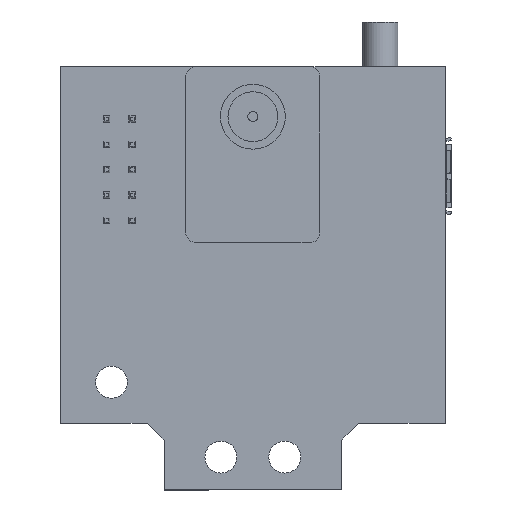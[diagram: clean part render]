
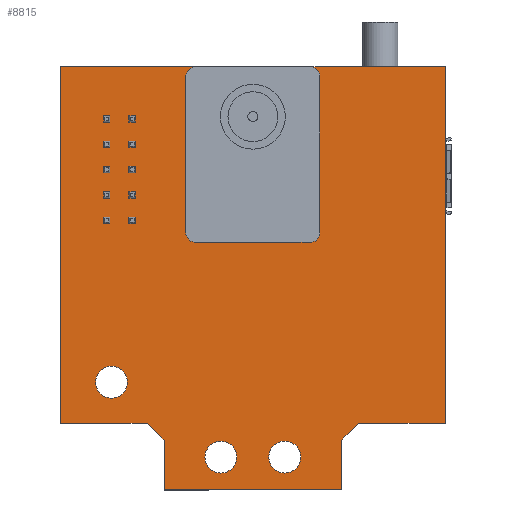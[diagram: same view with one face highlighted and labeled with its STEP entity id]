
A CAD part, top view. The second image highlights one B-rep face of the part: STEP entity #8815.
In plain terms, the highlighted face is planar.
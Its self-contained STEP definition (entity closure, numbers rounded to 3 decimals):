
#428 = DIRECTION ( 'NONE',  ( 0., -1., 0. ) ) ;
#519 = DIRECTION ( 'NONE',  ( 0., 0., 1. ) ) ;
#683 = EDGE_LOOP ( 'NONE', ( #33194, #11324 ) ) ;
#1087 = CARTESIAN_POINT ( 'NONE',  ( -3.2, 1.5, 21.25 ) ) ;
#1277 = FACE_BOUND ( 'NONE', #683, .T. ) ;
#1820 = LINE ( 'NONE', #6171, #21886 ) ;
#2210 = EDGE_LOOP ( 'NONE', ( #13049, #10978 ) ) ;
#2351 = FACE_OUTER_BOUND ( 'NONE', #15643, .T. ) ;
#2582 = ORIENTED_EDGE ( 'NONE', *, *, #37429, .F. ) ;
#2601 = CARTESIAN_POINT ( 'NONE',  ( 8.9, 1.5, 24.55 ) ) ;
#2820 = VERTEX_POINT ( 'NONE', #36951 ) ;
#3168 = LINE ( 'NONE', #11900, #20544 ) ;
#3618 = LINE ( 'NONE', #7337, #29677 ) ;
#4982 = CARTESIAN_POINT ( 'NONE',  ( 19.275, 1.5, -17.85 ) ) ;
#5871 = VECTOR ( 'NONE', #39161, 1000. ) ;
#5996 = VECTOR ( 'NONE', #18866, 1000. ) ;
#6171 = CARTESIAN_POINT ( 'NONE',  ( 19.275, 1.5, -17.85 ) ) ;
#6202 = EDGE_CURVE ( 'NONE', #22901, #10420, #3618, .T. ) ;
#6483 = VERTEX_POINT ( 'NONE', #33955 ) ;
#6930 = ORIENTED_EDGE ( 'NONE', *, *, #42777, .T. ) ;
#7337 = CARTESIAN_POINT ( 'NONE',  ( -19.275, 1.5, -17.85 ) ) ;
#7474 = VERTEX_POINT ( 'NONE', #4982 ) ;
#7730 = CARTESIAN_POINT ( 'NONE',  ( 10.6, 1.5, 17.85 ) ) ;
#7752 = EDGE_CURVE ( 'NONE', #22901, #7474, #39144, .T. ) ;
#8406 = VERTEX_POINT ( 'NONE', #31975 ) ;
#8525 = ORIENTED_EDGE ( 'NONE', *, *, #38511, .F. ) ;
#8706 = VERTEX_POINT ( 'NONE', #10543 ) ;
#8815 = ADVANCED_FACE ( 'NONE', ( #40738, #2351, #23482, #1277 ), #21023, .F. ) ;
#8989 = VECTOR ( 'NONE', #15342, 1000. ) ;
#9019 = ORIENTED_EDGE ( 'NONE', *, *, #24376, .T. ) ;
#9368 = DIRECTION ( 'NONE',  ( 0., 0., 1. ) ) ;
#9396 = EDGE_CURVE ( 'NONE', #14538, #27714, #24516, .T. ) ;
#9549 = DIRECTION ( 'NONE',  ( 0., 0., 1. ) ) ;
#9876 = VECTOR ( 'NONE', #21823, 1000. ) ;
#10035 = CARTESIAN_POINT ( 'NONE',  ( 8.9, 1.5, 19.55 ) ) ;
#10420 = VERTEX_POINT ( 'NONE', #25918 ) ;
#10469 = AXIS2_PLACEMENT_3D ( 'NONE', #36436, #29407, #33283 ) ;
#10543 = CARTESIAN_POINT ( 'NONE',  ( -14.175, 1.5, 12.15 ) ) ;
#10774 = EDGE_CURVE ( 'NONE', #8706, #30327, #13003, .T. ) ;
#10978 = ORIENTED_EDGE ( 'NONE', *, *, #34115, .F. ) ;
#11154 = DIRECTION ( 'NONE',  ( 0., -1., 0. ) ) ;
#11284 = AXIS2_PLACEMENT_3D ( 'NONE', #34653, #24982, #27900 ) ;
#11324 = ORIENTED_EDGE ( 'NONE', *, *, #44896, .F. ) ;
#11807 = DIRECTION ( 'NONE',  ( 0., -1., 0. ) ) ;
#11900 = CARTESIAN_POINT ( 'NONE',  ( 19.275, 1.5, 17.85 ) ) ;
#12420 = ORIENTED_EDGE ( 'NONE', *, *, #6202, .T. ) ;
#13003 = CIRCLE ( 'NONE', #34656, 1.6 ) ;
#13049 = ORIENTED_EDGE ( 'NONE', *, *, #10774, .F. ) ;
#13118 = LINE ( 'NONE', #19953, #28272 ) ;
#13562 = AXIS2_PLACEMENT_3D ( 'NONE', #14404, #428, #24975 ) ;
#13577 = ORIENTED_EDGE ( 'NONE', *, *, #7752, .F. ) ;
#13682 = VERTEX_POINT ( 'NONE', #30261 ) ;
#13944 = VERTEX_POINT ( 'NONE', #42610 ) ;
#14404 = CARTESIAN_POINT ( 'NONE',  ( 3.2, 1.5, 21.25 ) ) ;
#14538 = VERTEX_POINT ( 'NONE', #34482 ) ;
#14729 = DIRECTION ( 'NONE',  ( 0., 1., 0. ) ) ;
#15342 = DIRECTION ( 'NONE',  ( 1., 0., 0. ) ) ;
#15469 = AXIS2_PLACEMENT_3D ( 'NONE', #42592, #11154, #32180 ) ;
#15643 = EDGE_LOOP ( 'NONE', ( #13577, #12420, #6930, #9019, #21313, #28774, #8525, #32401, #38926, #2582 ) ) ;
#17532 = VECTOR ( 'NONE', #27516, 1000. ) ;
#18178 = LINE ( 'NONE', #18362, #8989 ) ;
#18362 = CARTESIAN_POINT ( 'NONE',  ( -19.275, 1.5, 17.85 ) ) ;
#18866 = DIRECTION ( 'NONE',  ( 0.707, 0., 0.707 ) ) ;
#19953 = CARTESIAN_POINT ( 'NONE',  ( 8.9, 1.5, 19.55 ) ) ;
#20113 = EDGE_CURVE ( 'NONE', #28764, #13944, #3168, .T. ) ;
#20544 = VECTOR ( 'NONE', #43027, 1000. ) ;
#20637 = CARTESIAN_POINT ( 'NONE',  ( -3.2, 1.5, 22.85 ) ) ;
#20936 = VERTEX_POINT ( 'NONE', #20637 ) ;
#21000 = CARTESIAN_POINT ( 'NONE',  ( -14.175, 1.5, 15.35 ) ) ;
#21023 = PLANE ( 'NONE',  #15469 ) ;
#21313 = ORIENTED_EDGE ( 'NONE', *, *, #41109, .T. ) ;
#21823 = DIRECTION ( 'NONE',  ( 1., 0., 0. ) ) ;
#21886 = VECTOR ( 'NONE', #9368, 1000. ) ;
#22108 = DIRECTION ( 'NONE',  ( 0., 0., 1. ) ) ;
#22288 = DIRECTION ( 'NONE',  ( 0., 0., 1. ) ) ;
#22901 = VERTEX_POINT ( 'NONE', #29380 ) ;
#23482 = FACE_BOUND ( 'NONE', #2210, .T. ) ;
#24376 = EDGE_CURVE ( 'NONE', #8406, #29032, #28782, .T. ) ;
#24516 = LINE ( 'NONE', #42483, #9876 ) ;
#24975 = DIRECTION ( 'NONE',  ( 0., 0., 1. ) ) ;
#24982 = DIRECTION ( 'NONE',  ( 0., 1., 0. ) ) ;
#25269 = CARTESIAN_POINT ( 'NONE',  ( 3.2, 1.5, 21.25 ) ) ;
#25918 = CARTESIAN_POINT ( 'NONE',  ( -19.275, 1.5, 17.85 ) ) ;
#26369 = DIRECTION ( 'NONE',  ( 0., 0., 1. ) ) ;
#27516 = DIRECTION ( 'NONE',  ( 1., 0., 0. ) ) ;
#27714 = VERTEX_POINT ( 'NONE', #2601 ) ;
#27900 = DIRECTION ( 'NONE',  ( 0., 0., 1. ) ) ;
#28065 = ORIENTED_EDGE ( 'NONE', *, *, #33022, .T. ) ;
#28272 = VECTOR ( 'NONE', #44558, 1000. ) ;
#28764 = VERTEX_POINT ( 'NONE', #31612 ) ;
#28774 = ORIENTED_EDGE ( 'NONE', *, *, #9396, .T. ) ;
#28781 = CIRCLE ( 'NONE', #34711, 1.6 ) ;
#28782 = LINE ( 'NONE', #29324, #5996 ) ;
#29032 = VERTEX_POINT ( 'NONE', #44551 ) ;
#29324 = CARTESIAN_POINT ( 'NONE',  ( -10.6, 1.5, 17.85 ) ) ;
#29380 = CARTESIAN_POINT ( 'NONE',  ( -19.275, 1.5, -17.85 ) ) ;
#29407 = DIRECTION ( 'NONE',  ( 0., 1., 0. ) ) ;
#29641 = CIRCLE ( 'NONE', #13562, 1.6 ) ;
#29677 = VECTOR ( 'NONE', #519, 1000. ) ;
#30261 = CARTESIAN_POINT ( 'NONE',  ( -3.2, 1.5, 19.65 ) ) ;
#30327 = VERTEX_POINT ( 'NONE', #21000 ) ;
#31612 = CARTESIAN_POINT ( 'NONE',  ( 19.275, 1.5, 17.85 ) ) ;
#31819 = EDGE_CURVE ( 'NONE', #6483, #2820, #29641, .T. ) ;
#31975 = CARTESIAN_POINT ( 'NONE',  ( -10.6, 1.5, 17.85 ) ) ;
#32180 = DIRECTION ( 'NONE',  ( 0., 0., -1. ) ) ;
#32329 = VECTOR ( 'NONE', #22288, 1000. ) ;
#32401 = ORIENTED_EDGE ( 'NONE', *, *, #40149, .F. ) ;
#32555 = CARTESIAN_POINT ( 'NONE',  ( -8.9, 1.5, 19.55 ) ) ;
#33022 = EDGE_CURVE ( 'NONE', #2820, #6483, #28781, .T. ) ;
#33194 = ORIENTED_EDGE ( 'NONE', *, *, #40186, .F. ) ;
#33283 = DIRECTION ( 'NONE',  ( 0., 0., 1. ) ) ;
#33466 = CIRCLE ( 'NONE', #39269, 1.6 ) ;
#33955 = CARTESIAN_POINT ( 'NONE',  ( 3.2, 1.5, 19.65 ) ) ;
#34115 = EDGE_CURVE ( 'NONE', #30327, #8706, #38844, .T. ) ;
#34172 = DIRECTION ( 'NONE',  ( 0., 1., 0. ) ) ;
#34374 = ORIENTED_EDGE ( 'NONE', *, *, #31819, .T. ) ;
#34482 = CARTESIAN_POINT ( 'NONE',  ( -8.9, 1.5, 24.55 ) ) ;
#34653 = CARTESIAN_POINT ( 'NONE',  ( -14.175, 1.5, 13.75 ) ) ;
#34656 = AXIS2_PLACEMENT_3D ( 'NONE', #40808, #34172, #9549 ) ;
#34711 = AXIS2_PLACEMENT_3D ( 'NONE', #25269, #11807, #22108 ) ;
#35549 = LINE ( 'NONE', #32555, #32329 ) ;
#36436 = CARTESIAN_POINT ( 'NONE',  ( -3.2, 1.5, 21.25 ) ) ;
#36634 = CIRCLE ( 'NONE', #10469, 1.6 ) ;
#36951 = CARTESIAN_POINT ( 'NONE',  ( 3.2, 1.5, 22.85 ) ) ;
#37429 = EDGE_CURVE ( 'NONE', #7474, #28764, #1820, .T. ) ;
#37578 = CARTESIAN_POINT ( 'NONE',  ( -19.275, 1.5, -17.85 ) ) ;
#38276 = LINE ( 'NONE', #7730, #5871 ) ;
#38511 = EDGE_CURVE ( 'NONE', #39852, #27714, #13118, .T. ) ;
#38844 = CIRCLE ( 'NONE', #11284, 1.6 ) ;
#38926 = ORIENTED_EDGE ( 'NONE', *, *, #20113, .F. ) ;
#39144 = LINE ( 'NONE', #37578, #17532 ) ;
#39161 = DIRECTION ( 'NONE',  ( -0.707, 0., 0.707 ) ) ;
#39269 = AXIS2_PLACEMENT_3D ( 'NONE', #1087, #14729, #26369 ) ;
#39416 = EDGE_LOOP ( 'NONE', ( #34374, #28065 ) ) ;
#39852 = VERTEX_POINT ( 'NONE', #10035 ) ;
#40149 = EDGE_CURVE ( 'NONE', #13944, #39852, #38276, .T. ) ;
#40186 = EDGE_CURVE ( 'NONE', #13682, #20936, #33466, .T. ) ;
#40738 = FACE_BOUND ( 'NONE', #39416, .T. ) ;
#40808 = CARTESIAN_POINT ( 'NONE',  ( -14.175, 1.5, 13.75 ) ) ;
#41109 = EDGE_CURVE ( 'NONE', #29032, #14538, #35549, .T. ) ;
#42483 = CARTESIAN_POINT ( 'NONE',  ( -8.9, 1.5, 24.55 ) ) ;
#42592 = CARTESIAN_POINT ( 'NONE',  ( 0., 1.5, 0. ) ) ;
#42610 = CARTESIAN_POINT ( 'NONE',  ( 10.6, 1.5, 17.85 ) ) ;
#42777 = EDGE_CURVE ( 'NONE', #10420, #8406, #18178, .T. ) ;
#43027 = DIRECTION ( 'NONE',  ( -1., 0., 0. ) ) ;
#44551 = CARTESIAN_POINT ( 'NONE',  ( -8.9, 1.5, 19.55 ) ) ;
#44558 = DIRECTION ( 'NONE',  ( 0., 0., 1. ) ) ;
#44896 = EDGE_CURVE ( 'NONE', #20936, #13682, #36634, .T. ) ;
